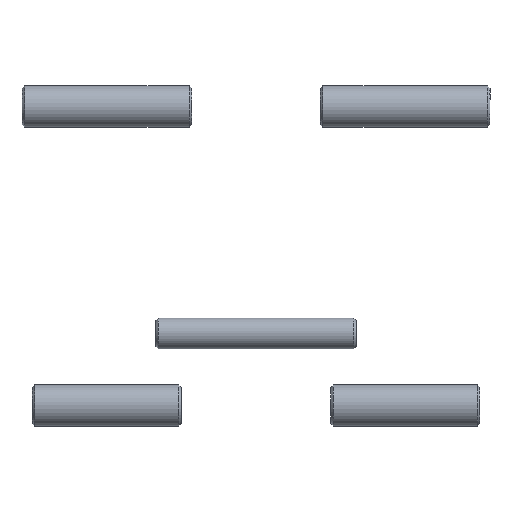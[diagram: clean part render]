
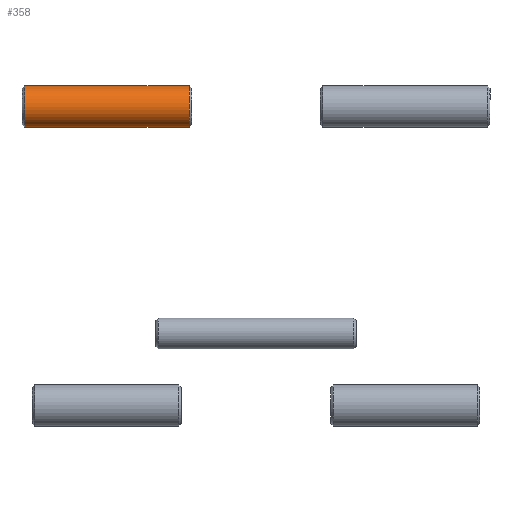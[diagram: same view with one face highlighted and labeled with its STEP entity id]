
A CAD part, front view. The second image highlights one B-rep face of the part: STEP entity #358.
In plain terms, the highlighted cylindrical face has radius 25.4 mm (diameter 50.8 mm), a partial arc.
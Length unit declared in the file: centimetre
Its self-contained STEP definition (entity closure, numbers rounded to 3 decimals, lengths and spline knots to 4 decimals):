
#33 = DIRECTION ( 'NONE',  ( -1., 0., 0. ) ) ;
#112 = CARTESIAN_POINT ( 'NONE',  ( 2209.3319, 18.7579, 116.1281 ) ) ;
#146 = EDGE_CURVE ( 'NONE', #538, #1154, #820, .T. ) ;
#155 = EDGE_CURVE ( 'NONE', #782, #1154, #368, .T. ) ;
#162 = VECTOR ( 'NONE', #458, 100. ) ;
#207 = CARTESIAN_POINT ( 'NONE',  ( -8.255, 18.7579, 111.0481 ) ) ;
#233 = CYLINDRICAL_SURFACE ( 'NONE', #456, 2.54 ) ;
#247 = VERTEX_POINT ( 'NONE', #207 ) ;
#272 = DIRECTION ( 'NONE',  ( 1., 0., 0. ) ) ;
#349 = CARTESIAN_POINT ( 'NONE',  ( 2209.3319, 18.7579, 113.5881 ) ) ;
#358 = ADVANCED_FACE ( 'NONE', ( #804 ), #233, .T. ) ;
#368 = LINE ( 'NONE', #112, #531 ) ;
#379 = DIRECTION ( 'NONE',  ( 0., 0., 1. ) ) ;
#399 = LINE ( 'NONE', #464, #162 ) ;
#451 = ORIENTED_EDGE ( 'NONE', *, *, #146, .T. ) ;
#456 = AXIS2_PLACEMENT_3D ( 'NONE', #349, #948, #714 ) ;
#458 = DIRECTION ( 'NONE',  ( -1., 0., 0. ) ) ;
#464 = CARTESIAN_POINT ( 'NONE',  ( 2209.3319, 18.7579, 111.0481 ) ) ;
#499 = ORIENTED_EDGE ( 'NONE', *, *, #527, .T. ) ;
#527 = EDGE_CURVE ( 'NONE', #247, #538, #399, .T. ) ;
#531 = VECTOR ( 'NONE', #33, 100. ) ;
#538 = VERTEX_POINT ( 'NONE', #995 ) ;
#548 = AXIS2_PLACEMENT_3D ( 'NONE', #602, #573, #976 ) ;
#573 = DIRECTION ( 'NONE',  ( -1., 0., 0. ) ) ;
#590 = ORIENTED_EDGE ( 'NONE', *, *, #827, .T. ) ;
#602 = CARTESIAN_POINT ( 'NONE',  ( -8.255, 18.7579, 113.5881 ) ) ;
#623 = CARTESIAN_POINT ( 'NONE',  ( -28.575, 18.7579, 116.1281 ) ) ;
#714 = DIRECTION ( 'NONE',  ( 0., 0., 1. ) ) ;
#782 = VERTEX_POINT ( 'NONE', #965 ) ;
#804 = FACE_OUTER_BOUND ( 'NONE', #1012, .T. ) ;
#820 = CIRCLE ( 'NONE', #998, 2.54 ) ;
#827 = EDGE_CURVE ( 'NONE', #782, #247, #937, .T. ) ;
#890 = ORIENTED_EDGE ( 'NONE', *, *, #155, .F. ) ;
#937 = CIRCLE ( 'NONE', #548, 2.54 ) ;
#944 = CARTESIAN_POINT ( 'NONE',  ( -28.575, 18.7579, 113.5881 ) ) ;
#948 = DIRECTION ( 'NONE',  ( -1., 0., 0. ) ) ;
#965 = CARTESIAN_POINT ( 'NONE',  ( -8.255, 18.7579, 116.1281 ) ) ;
#976 = DIRECTION ( 'NONE',  ( 0., 0., -1. ) ) ;
#995 = CARTESIAN_POINT ( 'NONE',  ( -28.575, 18.7579, 111.0481 ) ) ;
#998 = AXIS2_PLACEMENT_3D ( 'NONE', #944, #272, #379 ) ;
#1012 = EDGE_LOOP ( 'NONE', ( #590, #499, #451, #890 ) ) ;
#1154 = VERTEX_POINT ( 'NONE', #623 ) ;
